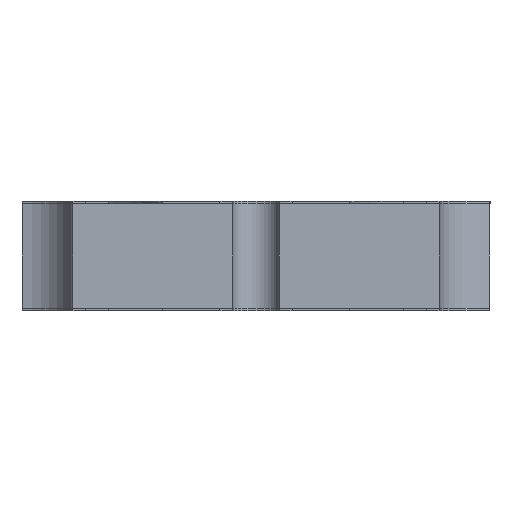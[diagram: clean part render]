
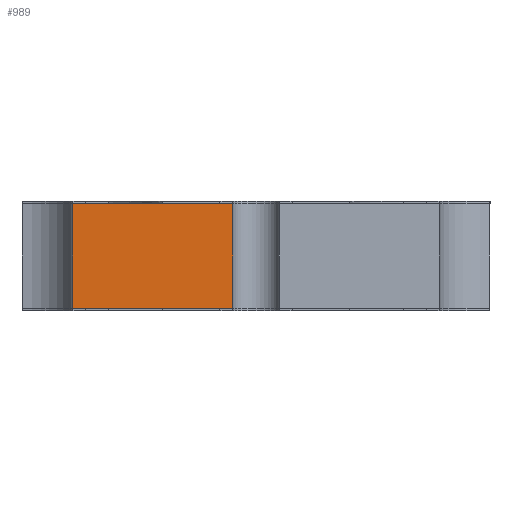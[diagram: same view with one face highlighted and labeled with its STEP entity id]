
A CAD part, left-side view. The second image highlights one B-rep face of the part: STEP entity #989.
In plain terms, the highlighted planar face has unit normal (-1, 0, 0).
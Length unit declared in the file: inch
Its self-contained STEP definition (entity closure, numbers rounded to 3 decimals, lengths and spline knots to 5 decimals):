
#72 = ORIENTED_EDGE ( 'NONE', *, *, #5058, .F. ) ;
#475 = CARTESIAN_POINT ( 'NONE',  ( -0.28059, 0.17937, 0.08 ) ) ;
#989 = ADVANCED_FACE ( 'NONE', ( #1512 ), #5087, .T. ) ;
#994 = LINE ( 'NONE', #4441, #4960 ) ;
#1512 = FACE_OUTER_BOUND ( 'NONE', #5723, .T. ) ;
#2050 = VECTOR ( 'NONE', #3817, 39.37008 ) ;
#2229 = ORIENTED_EDGE ( 'NONE', *, *, #11445, .F. ) ;
#3431 = EDGE_CURVE ( 'NONE', #8889, #9208, #10192, .T. ) ;
#3817 = DIRECTION ( 'NONE',  ( 0., 0., -1. ) ) ;
#4164 = DIRECTION ( 'NONE',  ( -1., 0., 0. ) ) ;
#4237 = CARTESIAN_POINT ( 'NONE',  ( -0.28059, 0.13726, 0.08 ) ) ;
#4300 = VECTOR ( 'NONE', #6439, 39.37008 ) ;
#4441 = CARTESIAN_POINT ( 'NONE',  ( -0.28059, 0.17937, 0.002 ) ) ;
#4569 = DIRECTION ( 'NONE',  ( 0., 1., 0. ) ) ;
#4960 = VECTOR ( 'NONE', #4569, 39.37008 ) ;
#5058 = EDGE_CURVE ( 'NONE', #8889, #10556, #11052, .T. ) ;
#5087 = PLANE ( 'NONE',  #9884 ) ;
#5652 = ORIENTED_EDGE ( 'NONE', *, *, #11134, .T. ) ;
#5723 = EDGE_LOOP ( 'NONE', ( #2229, #72, #8756, #5652 ) ) ;
#6065 = DIRECTION ( 'NONE',  ( 0., 0., 1. ) ) ;
#6439 = DIRECTION ( 'NONE',  ( 0., 1., 0. ) ) ;
#7240 = CARTESIAN_POINT ( 'NONE',  ( -0.28059, 0.01792, 0.08 ) ) ;
#7521 = CARTESIAN_POINT ( 'NONE',  ( -0.28059, 0.17937, 0.08 ) ) ;
#8457 = VECTOR ( 'NONE', #9698, 39.37008 ) ;
#8756 = ORIENTED_EDGE ( 'NONE', *, *, #3431, .T. ) ;
#8889 = VERTEX_POINT ( 'NONE', #7240 ) ;
#9208 = VERTEX_POINT ( 'NONE', #4237 ) ;
#9378 = CARTESIAN_POINT ( 'NONE',  ( -0.28059, 0.13726, 0.002 ) ) ;
#9698 = DIRECTION ( 'NONE',  ( 0., 0., -1. ) ) ;
#9884 = AXIS2_PLACEMENT_3D ( 'NONE', #475, #4164, #6065 ) ;
#10142 = CARTESIAN_POINT ( 'NONE',  ( -0.28059, 0.01792, 0.08 ) ) ;
#10192 = LINE ( 'NONE', #7521, #4300 ) ;
#10260 = VERTEX_POINT ( 'NONE', #9378 ) ;
#10542 = LINE ( 'NONE', #11504, #8457 ) ;
#10556 = VERTEX_POINT ( 'NONE', #10764 ) ;
#10764 = CARTESIAN_POINT ( 'NONE',  ( -0.28059, 0.01792, 0.002 ) ) ;
#11052 = LINE ( 'NONE', #10142, #2050 ) ;
#11134 = EDGE_CURVE ( 'NONE', #9208, #10260, #10542, .T. ) ;
#11445 = EDGE_CURVE ( 'NONE', #10556, #10260, #994, .T. ) ;
#11504 = CARTESIAN_POINT ( 'NONE',  ( -0.28059, 0.13726, 0.08 ) ) ;
